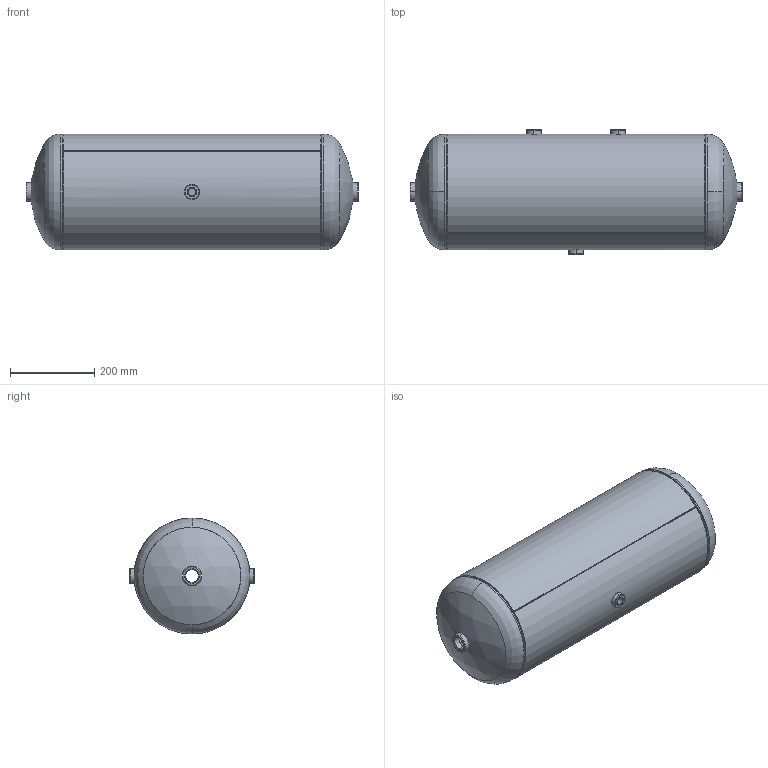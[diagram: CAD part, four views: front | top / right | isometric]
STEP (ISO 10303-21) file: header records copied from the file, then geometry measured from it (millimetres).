
FILE_DESCRIPTION(/* description */ ('VariCAD 2016-1.04 AP-214'),/* implementation_level */ '2;1');
FILE_NAME(/* name */ 'bhl_40-11_g.stp',/* time_stamp */ '2016-06-16T08:58:45+02:00',/* author */ (''),/* organization */ (''),/* preprocessor_version */ 'ST-DEVELOPER v14',/* originating_system */ 'VariCAD 2016-1.04; kernel version (20130303)',/* authorisation */ '');
FILE_SCHEMA (('AUTOMOTIVE_DESIGN'));
Length unit declared in the file: millimetre
Products named in the file (9): bhl_40-11_g; BHL 40-11 G _ 359526<8>; BHL 40-11 G _ 359526<7>; BHL 40-11 G _ 359526<6>; BHL 40-11 G _ 359526<5>; BHL 40-11 G _ 359526<4>; BHL 40-11 G _ 359526<3>; BHL 40-11 G _ 359526<2>; BHL 40-11 G _ 359526<1>
Assembly tree (8 placements, depth 2):
  bhl_40-11_g
    BHL 40-11 G _ 359526<8>
    BHL 40-11 G _ 359526<7>
    BHL 40-11 G _ 359526<6>
    BHL 40-11 G _ 359526<5>
    BHL 40-11 G _ 359526<4>
    BHL 40-11 G _ 359526<3>
    BHL 40-11 G _ 359526<2>
    BHL 40-11 G _ 359526<1>
Bounding box: 790 x 296 x 276 mm (x, y, z)
Volume: 1907256.1 mm3; surface area: 1442358.1 mm2
Topology: 8 solids, 8 shells, 120 faces, 250 edges, 146 vertices
Faces by surface type: cylinder 36, cone 32, torus 28, plane 14, bspline 6, sphere 4
Entity records: 7529 total; most frequent: CARTESIAN_POINT 4629, DIRECTION 632, ORIENTED_EDGE 500, AXIS2_PLACEMENT_3D 279, EDGE_CURVE 250, VERTEX_POINT 146, EDGE_LOOP 140, CIRCLE 140
